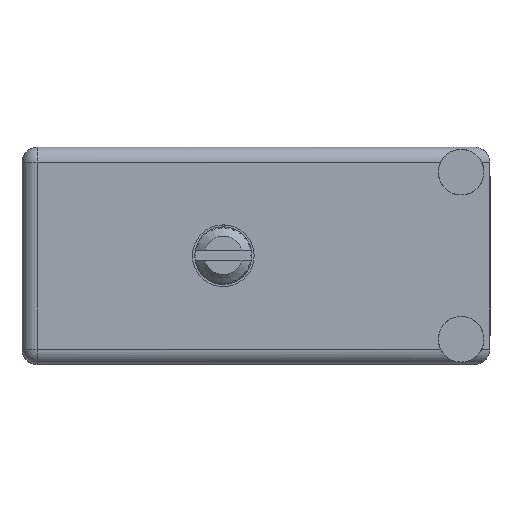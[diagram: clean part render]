
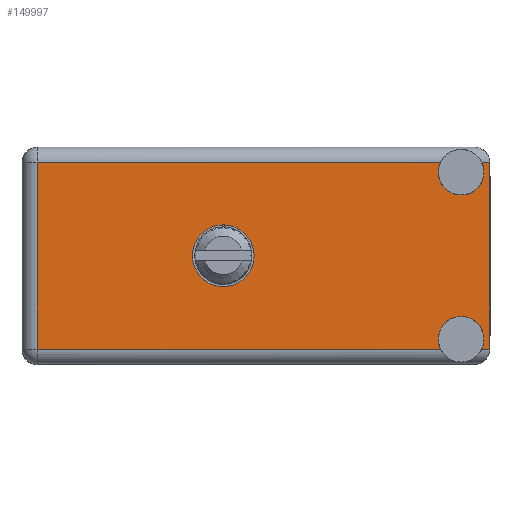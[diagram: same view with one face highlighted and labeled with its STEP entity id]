
A CAD part, top view. The second image highlights one B-rep face of the part: STEP entity #149997.
In plain terms, the highlighted face is planar.
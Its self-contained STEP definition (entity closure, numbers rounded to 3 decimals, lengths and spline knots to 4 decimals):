
#3279 = CARTESIAN_POINT ( 'NONE',  ( 1.445, 0.906, -0.0825 ) ) ;
#3554 = CARTESIAN_POINT ( 'NONE',  ( 1.5126, 0.906, -0.05 ) ) ;
#3655 = ORIENTED_EDGE ( 'NONE', *, *, #178328, .T. ) ;
#9911 = VERTEX_POINT ( 'NONE', #72988 ) ;
#11229 = CIRCLE ( 'NONE', #81128, 0.075 ) ;
#12039 = VECTOR ( 'NONE', #30263, 39.3701 ) ;
#13325 = DIRECTION ( 'NONE',  ( 0., 0., 1. ) ) ;
#14259 = EDGE_CURVE ( 'NONE', #108103, #9911, #46262, .T. ) ;
#16439 = CARTESIAN_POINT ( 'NONE',  ( 0.05, 0.906, -0.715 ) ) ;
#19429 = DIRECTION ( 'NONE',  ( 0., 1., 0. ) ) ;
#24785 = AXIS2_PLACEMENT_3D ( 'NONE', #100788, #59210, #130989 ) ;
#25825 = CARTESIAN_POINT ( 'NONE',  ( 1.445, 0.906, -0.1575 ) ) ;
#25869 = ORIENTED_EDGE ( 'NONE', *, *, #55966, .T. ) ;
#28576 = ORIENTED_EDGE ( 'NONE', *, *, #106573, .F. ) ;
#28838 = EDGE_CURVE ( 'NONE', #162491, #129663, #140498, .T. ) ;
#28914 = LINE ( 'NONE', #104664, #130375 ) ;
#29626 = CARTESIAN_POINT ( 'NONE',  ( 1.539, 0.906, 0. ) ) ;
#30263 = DIRECTION ( 'NONE',  ( 0., 0., 1. ) ) ;
#31172 = DIRECTION ( 'NONE',  ( 1., 0., 0. ) ) ;
#35379 = DIRECTION ( 'NONE',  ( 0., 1., 0. ) ) ;
#35670 = DIRECTION ( 'NONE',  ( 0., 1., 0. ) ) ;
#38050 = CARTESIAN_POINT ( 'NONE',  ( 0., 0.906, -0.665 ) ) ;
#38480 = EDGE_LOOP ( 'NONE', ( #25869, #68452, #56663, #144932, #65562, #128775, #81343, #28576, #124239, #3655 ) ) ;
#43544 = PLANE ( 'NONE',  #24785 ) ;
#46262 = LINE ( 'NONE', #129503, #154406 ) ;
#47482 = VERTEX_POINT ( 'NONE', #74403 ) ;
#48333 = EDGE_CURVE ( 'NONE', #161930, #72170, #11229, .T. ) ;
#48822 = CARTESIAN_POINT ( 'NONE',  ( 1.445, 0.906, -0.0825 ) ) ;
#52360 = CARTESIAN_POINT ( 'NONE',  ( 1.3774, 0.906, -0.665 ) ) ;
#52693 = VECTOR ( 'NONE', #13325, 39.3701 ) ;
#55966 = EDGE_CURVE ( 'NONE', #150971, #184979, #90912, .T. ) ;
#56564 = DIRECTION ( 'NONE',  ( 0., 0., 1. ) ) ;
#56663 = ORIENTED_EDGE ( 'NONE', *, *, #48333, .F. ) ;
#59210 = DIRECTION ( 'NONE',  ( 0., 1., 0. ) ) ;
#62644 = AXIS2_PLACEMENT_3D ( 'NONE', #77849, #19429, #120029 ) ;
#65327 = CARTESIAN_POINT ( 'NONE',  ( 1.3774, 0.906, -0.05 ) ) ;
#65562 = ORIENTED_EDGE ( 'NONE', *, *, #179455, .F. ) ;
#66532 = CIRCLE ( 'NONE', #62644, 0.075 ) ;
#67486 = CARTESIAN_POINT ( 'NONE',  ( 1.539, 0.906, -0.665 ) ) ;
#68452 = ORIENTED_EDGE ( 'NONE', *, *, #168028, .F. ) ;
#72170 = VERTEX_POINT ( 'NONE', #25825 ) ;
#72802 = CIRCLE ( 'NONE', #129686, 0.075 ) ;
#72988 = CARTESIAN_POINT ( 'NONE',  ( 1.5126, 0.906, -0.665 ) ) ;
#74372 = EDGE_CURVE ( 'NONE', #161930, #86392, #28914, .T. ) ;
#74403 = CARTESIAN_POINT ( 'NONE',  ( 0.05, 0.906, -0.665 ) ) ;
#77154 = VERTEX_POINT ( 'NONE', #52360 ) ;
#77849 = CARTESIAN_POINT ( 'NONE',  ( 1.445, 0.906, -0.6325 ) ) ;
#77909 = VERTEX_POINT ( 'NONE', #83606 ) ;
#81128 = AXIS2_PLACEMENT_3D ( 'NONE', #48822, #35670, #164145 ) ;
#81343 = ORIENTED_EDGE ( 'NONE', *, *, #118265, .F. ) ;
#83606 = CARTESIAN_POINT ( 'NONE',  ( 1.445, 0.906, -0.5575 ) ) ;
#86392 = VERTEX_POINT ( 'NONE', #169669 ) ;
#90912 = LINE ( 'NONE', #157164, #108950 ) ;
#93801 = DIRECTION ( 'NONE',  ( 0., 0., 1. ) ) ;
#99368 = CARTESIAN_POINT ( 'NONE',  ( 0.6625, 0.906, -0.3575 ) ) ;
#100788 = CARTESIAN_POINT ( 'NONE',  ( 0., 0.906, -0.715 ) ) ;
#101129 = ORIENTED_EDGE ( 'NONE', *, *, #168162, .F. ) ;
#102044 = LINE ( 'NONE', #16439, #12039 ) ;
#104664 = CARTESIAN_POINT ( 'NONE',  ( 1.539, 0.906, -0.05 ) ) ;
#106573 = EDGE_CURVE ( 'NONE', #77154, #77909, #66532, .T. ) ;
#107813 = DIRECTION ( 'NONE',  ( -1., 0., 0. ) ) ;
#108103 = VERTEX_POINT ( 'NONE', #67486 ) ;
#108950 = VECTOR ( 'NONE', #113532, 39.3701 ) ;
#111165 = ORIENTED_EDGE ( 'NONE', *, *, #28838, .F. ) ;
#113532 = DIRECTION ( 'NONE',  ( 1., 0., 0. ) ) ;
#113614 = CARTESIAN_POINT ( 'NONE',  ( 0.6625, 0.906, -0.256 ) ) ;
#115086 = VECTOR ( 'NONE', #107813, 39.3701 ) ;
#118265 = EDGE_CURVE ( 'NONE', #77909, #9911, #72802, .T. ) ;
#119607 = DIRECTION ( 'NONE',  ( 0., 0., 1. ) ) ;
#120029 = DIRECTION ( 'NONE',  ( 0., 0., 1. ) ) ;
#120921 = CARTESIAN_POINT ( 'NONE',  ( 1.445, 0.906, -0.6325 ) ) ;
#122886 = CARTESIAN_POINT ( 'NONE',  ( 0.6625, 0.906, -0.459 ) ) ;
#124239 = ORIENTED_EDGE ( 'NONE', *, *, #142694, .T. ) ;
#126943 = FACE_OUTER_BOUND ( 'NONE', #38480, .T. ) ;
#127702 = DIRECTION ( 'NONE',  ( 0., 1., 0. ) ) ;
#128775 = ORIENTED_EDGE ( 'NONE', *, *, #14259, .T. ) ;
#128948 = AXIS2_PLACEMENT_3D ( 'NONE', #99368, #127702, #56564 ) ;
#129503 = CARTESIAN_POINT ( 'NONE',  ( 0., 0.906, -0.665 ) ) ;
#129663 = VERTEX_POINT ( 'NONE', #113614 ) ;
#129686 = AXIS2_PLACEMENT_3D ( 'NONE', #120921, #35379, #93801 ) ;
#130375 = VECTOR ( 'NONE', #31172, 39.3701 ) ;
#130989 = DIRECTION ( 'NONE',  ( 0., 0., 1. ) ) ;
#133505 = DIRECTION ( 'NONE',  ( 0., 1., 0. ) ) ;
#136158 = AXIS2_PLACEMENT_3D ( 'NONE', #3279, #133505, #119607 ) ;
#138371 = LINE ( 'NONE', #29626, #52693 ) ;
#140498 = CIRCLE ( 'NONE', #164353, 0.1015 ) ;
#141403 = DIRECTION ( 'NONE',  ( 0., 0., 1. ) ) ;
#142694 = EDGE_CURVE ( 'NONE', #77154, #47482, #146666, .T. ) ;
#143572 = CARTESIAN_POINT ( 'NONE',  ( 0.05, 0.906, -0.05 ) ) ;
#144932 = ORIENTED_EDGE ( 'NONE', *, *, #74372, .T. ) ;
#146666 = LINE ( 'NONE', #38050, #115086 ) ;
#149997 = ADVANCED_FACE ( 'NONE', ( #185588, #126943 ), #43544, .T. ) ;
#150971 = VERTEX_POINT ( 'NONE', #143572 ) ;
#154406 = VECTOR ( 'NONE', #175558, 39.3701 ) ;
#157164 = CARTESIAN_POINT ( 'NONE',  ( 1.539, 0.906, -0.05 ) ) ;
#158908 = CIRCLE ( 'NONE', #136158, 0.075 ) ;
#161930 = VERTEX_POINT ( 'NONE', #3554 ) ;
#162491 = VERTEX_POINT ( 'NONE', #122886 ) ;
#163522 = EDGE_LOOP ( 'NONE', ( #101129, #111165 ) ) ;
#164145 = DIRECTION ( 'NONE',  ( 0., 0., 1. ) ) ;
#164353 = AXIS2_PLACEMENT_3D ( 'NONE', #171058, #172912, #141403 ) ;
#165781 = CIRCLE ( 'NONE', #128948, 0.1015 ) ;
#168028 = EDGE_CURVE ( 'NONE', #72170, #184979, #158908, .T. ) ;
#168162 = EDGE_CURVE ( 'NONE', #129663, #162491, #165781, .T. ) ;
#169669 = CARTESIAN_POINT ( 'NONE',  ( 1.539, 0.906, -0.05 ) ) ;
#171058 = CARTESIAN_POINT ( 'NONE',  ( 0.6625, 0.906, -0.3575 ) ) ;
#172912 = DIRECTION ( 'NONE',  ( 0., 1., 0. ) ) ;
#175558 = DIRECTION ( 'NONE',  ( -1., 0., 0. ) ) ;
#178328 = EDGE_CURVE ( 'NONE', #47482, #150971, #102044, .T. ) ;
#179455 = EDGE_CURVE ( 'NONE', #108103, #86392, #138371, .T. ) ;
#184979 = VERTEX_POINT ( 'NONE', #65327 ) ;
#185588 = FACE_BOUND ( 'NONE', #163522, .T. ) ;
